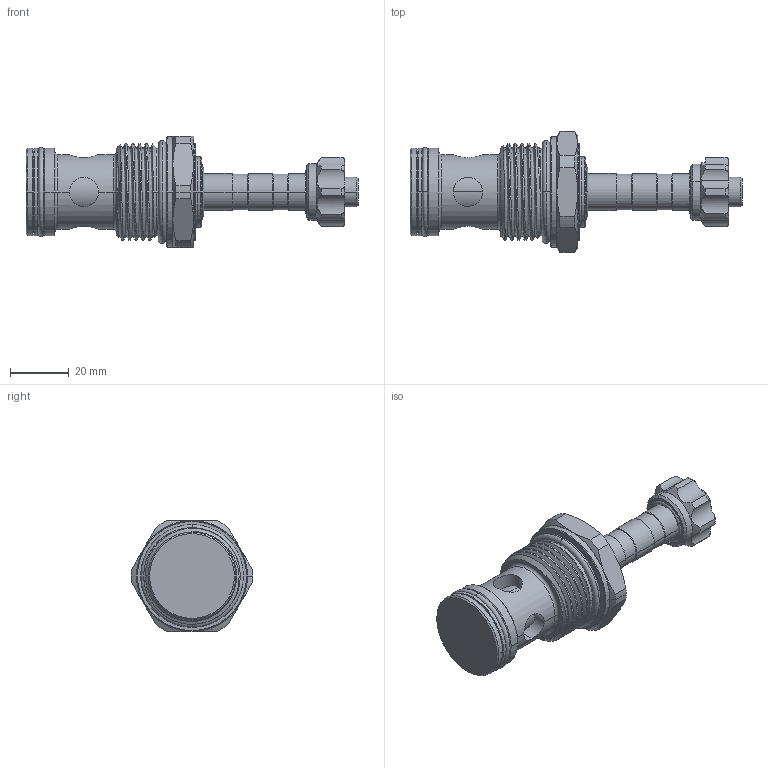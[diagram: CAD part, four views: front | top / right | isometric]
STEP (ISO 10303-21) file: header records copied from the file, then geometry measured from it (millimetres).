
FILE_DESCRIPTION (( 'STEP AP203' ), '1' );
FILE_NAME ('EP21E2A01M05.STEP', '2016-08-25T08:43:43', ( '' ), ( '' ), 'SwSTEP 2.0', 'SolidWorks 2012', '' );
FILE_SCHEMA (( 'CONFIG_CONTROL_DESIGN' ));
Length unit declared in the file: millimetre
Products named in the file (1): EP21E2A01M05
Bounding box: 113.5 x 41.5 x 38 mm (x, y, z)
Volume: 51537.7 mm3; surface area: 15651.8 mm2
Topology: 2 solids, 2 shells, 241 faces, 573 edges, 354 vertices
Faces by surface type: cylinder 116, cone 62, torus 30, plane 29, bspline 4
Entity records: 13434 total; most frequent: CARTESIAN_POINT 7890, DIRECTION 1177, ORIENTED_EDGE 1146, EDGE_CURVE 573, AXIS2_PLACEMENT_3D 505, VERTEX_POINT 354, CIRCLE 267, EDGE_LOOP 263
